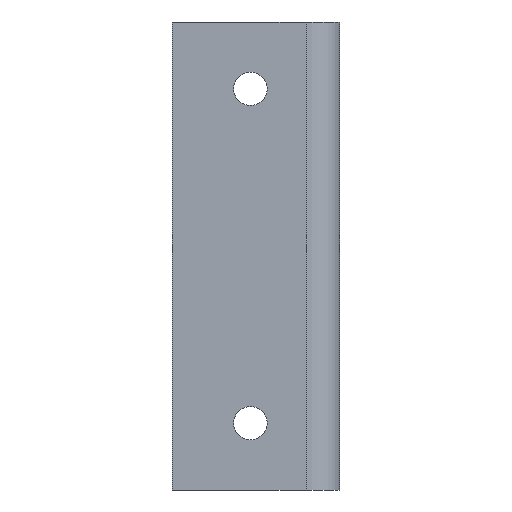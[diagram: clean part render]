
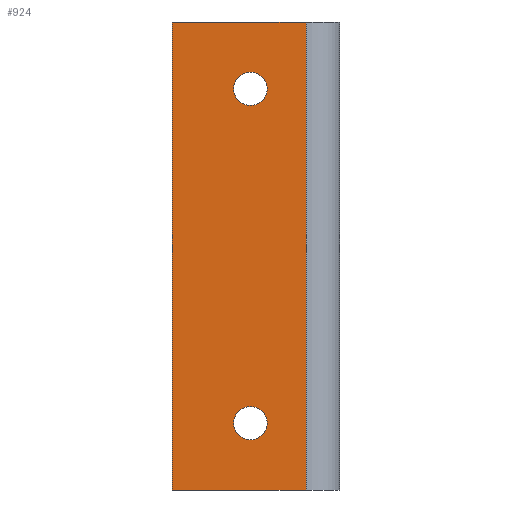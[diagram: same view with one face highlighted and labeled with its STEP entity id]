
A CAD part, front view. The second image highlights one B-rep face of the part: STEP entity #924.
In plain terms, the highlighted planar face has unit normal (0, -1, 0).
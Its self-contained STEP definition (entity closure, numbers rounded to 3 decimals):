
#23=FACE_BOUND('',#113,.T.);
#24=FACE_BOUND('',#114,.T.);
#40=CIRCLE('',#989,1.5);
#41=CIRCLE('',#991,1.5);
#61=FACE_OUTER_BOUND('',#112,.T.);
#112=EDGE_LOOP('',(#650,#651,#652,#653));
#113=EDGE_LOOP('',(#654));
#114=EDGE_LOOP('',(#655));
#189=LINE('',#1336,#304);
#190=LINE('',#1338,#305);
#191=LINE('',#1340,#306);
#192=LINE('',#1341,#307);
#304=VECTOR('',#1087,10.);
#305=VECTOR('',#1088,10.);
#306=VECTOR('',#1089,10.);
#307=VECTOR('',#1090,10.);
#413=VERTEX_POINT('',#1330);
#414=VERTEX_POINT('',#1334);
#415=VERTEX_POINT('',#1335);
#416=VERTEX_POINT('',#1337);
#417=VERTEX_POINT('',#1339);
#418=VERTEX_POINT('',#1342);
#506=EDGE_CURVE('',#413,#413,#40,.T.);
#507=EDGE_CURVE('',#414,#415,#189,.T.);
#508=EDGE_CURVE('',#414,#416,#190,.T.);
#509=EDGE_CURVE('',#417,#416,#191,.T.);
#510=EDGE_CURVE('',#415,#417,#192,.T.);
#511=EDGE_CURVE('',#418,#418,#41,.T.);
#650=ORIENTED_EDGE('',*,*,#507,.F.);
#651=ORIENTED_EDGE('',*,*,#508,.T.);
#652=ORIENTED_EDGE('',*,*,#509,.F.);
#653=ORIENTED_EDGE('',*,*,#510,.F.);
#654=ORIENTED_EDGE('',*,*,#511,.F.);
#655=ORIENTED_EDGE('',*,*,#506,.F.);
#880=PLANE('',#990);
#924=ADVANCED_FACE('',(#61,#23,#24),#880,.T.);
#989=AXIS2_PLACEMENT_3D('',#1332,#1083,#1084);
#990=AXIS2_PLACEMENT_3D('',#1333,#1085,#1086);
#991=AXIS2_PLACEMENT_3D('',#1343,#1091,#1092);
#1083=DIRECTION('center_axis',(0.,-1.,0.));
#1084=DIRECTION('ref_axis',(1.,0.,0.));
#1085=DIRECTION('center_axis',(0.,-1.,0.));
#1086=DIRECTION('ref_axis',(0.,0.,1.));
#1087=DIRECTION('',(0.,0.,-1.));
#1088=DIRECTION('',(-1.,0.,0.));
#1089=DIRECTION('',(0.,0.,1.));
#1090=DIRECTION('',(-1.,0.,0.));
#1091=DIRECTION('center_axis',(0.,-1.,0.));
#1092=DIRECTION('ref_axis',(1.,0.,0.));
#1330=CARTESIAN_POINT('',(-9.5,-102.,15.));
#1332=CARTESIAN_POINT('Origin',(-8.,-102.,15.));
#1333=CARTESIAN_POINT('Origin',(0.,-102.,-21.));
#1334=CARTESIAN_POINT('',(-3.,-102.,21.));
#1335=CARTESIAN_POINT('',(-3.,-102.,-21.));
#1336=CARTESIAN_POINT('',(-3.,-102.,-10.5));
#1337=CARTESIAN_POINT('',(-15.,-102.,21.));
#1338=CARTESIAN_POINT('',(0.,-102.,21.));
#1339=CARTESIAN_POINT('',(-15.,-102.,-21.));
#1340=CARTESIAN_POINT('',(-15.,-102.,-21.));
#1341=CARTESIAN_POINT('',(0.,-102.,-21.));
#1342=CARTESIAN_POINT('',(-9.5,-102.,-15.));
#1343=CARTESIAN_POINT('Origin',(-8.,-102.,-15.));
